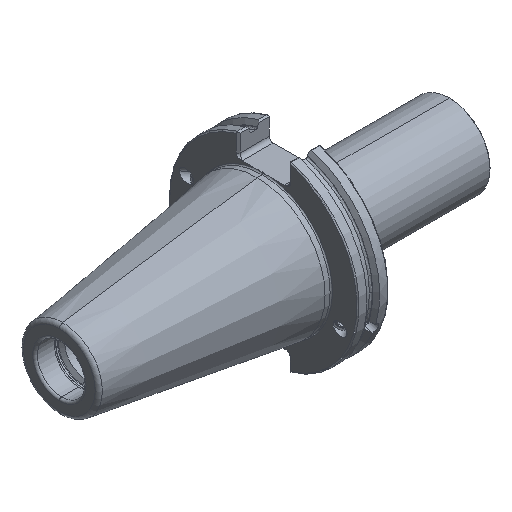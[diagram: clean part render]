
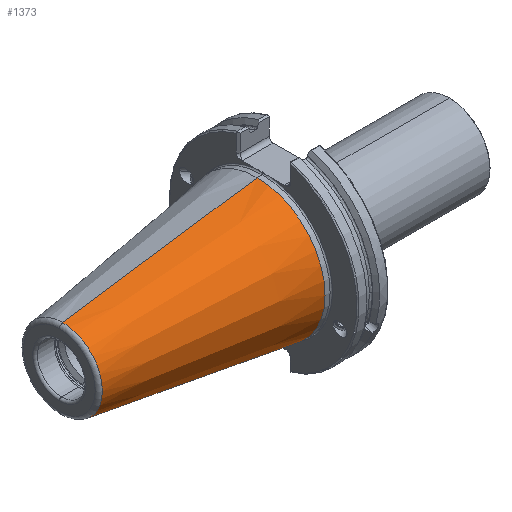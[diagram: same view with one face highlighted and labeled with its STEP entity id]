
A CAD part, isometric view. The second image highlights one B-rep face of the part: STEP entity #1373.
In plain terms, the highlighted conical face has half-angle 8.297 degrees and reference radius 34.925 mm.
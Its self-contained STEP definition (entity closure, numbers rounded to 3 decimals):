
#20 = VERTEX_POINT ( 'NONE', #5969 ) ;
#479 = ORIENTED_EDGE ( 'NONE', *, *, #3356, .F. ) ;
#622 = AXIS2_PLACEMENT_3D ( 'NONE', #983, #7639, #6987 ) ;
#656 = CARTESIAN_POINT ( 'NONE',  ( -99.889, 0., 20.358 ) ) ;
#983 = CARTESIAN_POINT ( 'NONE',  ( -99.889, 0., 0. ) ) ;
#1057 = AXIS2_PLACEMENT_3D ( 'NONE', #4835, #4350, #4377 ) ;
#1146 = VERTEX_POINT ( 'NONE', #656 ) ;
#1351 = CARTESIAN_POINT ( 'NONE',  ( 0., 0., 34.925 ) ) ;
#1373 = ADVANCED_FACE ( 'NONE', ( #3241 ), #8093, .T. ) ;
#1423 = DIRECTION ( 'NONE',  ( -1., 0., 0. ) ) ;
#1885 = CARTESIAN_POINT ( 'NONE',  ( 0., 0., -34.925 ) ) ;
#1940 = LINE ( 'NONE', #1885, #8572 ) ;
#2004 = ORIENTED_EDGE ( 'NONE', *, *, #2228, .T. ) ;
#2228 = EDGE_CURVE ( 'NONE', #7455, #20, #1940, .T. ) ;
#2442 = ORIENTED_EDGE ( 'NONE', *, *, #4522, .T. ) ;
#2446 = LINE ( 'NONE', #1351, #7123 ) ;
#2679 = AXIS2_PLACEMENT_3D ( 'NONE', #5424, #1423, #6113 ) ;
#3241 = FACE_OUTER_BOUND ( 'NONE', #5359, .T. ) ;
#3356 = EDGE_CURVE ( 'NONE', #7455, #1146, #4399, .T. ) ;
#4210 = DIRECTION ( 'NONE',  ( 0.99, 0., -0.144 ) ) ;
#4350 = DIRECTION ( 'NONE',  ( 1., 0., 0. ) ) ;
#4377 = DIRECTION ( 'NONE',  ( 0., 0., -1. ) ) ;
#4399 = CIRCLE ( 'NONE', #622, 20.358 ) ;
#4522 = EDGE_CURVE ( 'NONE', #20, #6336, #5747, .T. ) ;
#4835 = CARTESIAN_POINT ( 'NONE',  ( 0., 0., 0. ) ) ;
#4896 = EDGE_CURVE ( 'NONE', #1146, #6336, #2446, .T. ) ;
#5082 = CARTESIAN_POINT ( 'NONE',  ( -99.889, 0., -20.358 ) ) ;
#5186 = ORIENTED_EDGE ( 'NONE', *, *, #4896, .F. ) ;
#5359 = EDGE_LOOP ( 'NONE', ( #5186, #479, #2004, #2442 ) ) ;
#5424 = CARTESIAN_POINT ( 'NONE',  ( 0., 0., 0. ) ) ;
#5747 = CIRCLE ( 'NONE', #2679, 34.925 ) ;
#5969 = CARTESIAN_POINT ( 'NONE',  ( 0., 0., -34.925 ) ) ;
#6113 = DIRECTION ( 'NONE',  ( 0., 0., 1. ) ) ;
#6336 = VERTEX_POINT ( 'NONE', #8053 ) ;
#6755 = DIRECTION ( 'NONE',  ( 0.99, 0., 0.144 ) ) ;
#6987 = DIRECTION ( 'NONE',  ( 0., 0., 1. ) ) ;
#7123 = VECTOR ( 'NONE', #6755, 1000. ) ;
#7455 = VERTEX_POINT ( 'NONE', #5082 ) ;
#7639 = DIRECTION ( 'NONE',  ( -1., 0., 0. ) ) ;
#8053 = CARTESIAN_POINT ( 'NONE',  ( 0., 0., 34.925 ) ) ;
#8093 = CONICAL_SURFACE ( 'NONE', #1057, 34.925, 0.145 ) ;
#8572 = VECTOR ( 'NONE', #4210, 1000. ) ;
